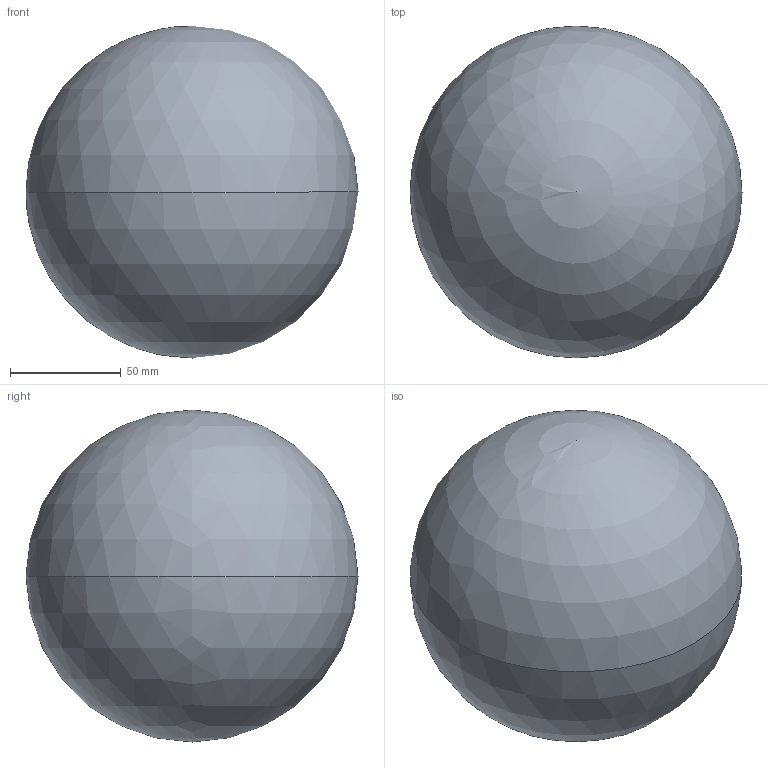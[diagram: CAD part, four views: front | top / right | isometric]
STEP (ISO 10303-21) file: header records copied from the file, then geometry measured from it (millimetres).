
FILE_DESCRIPTION (( 'STEP AP203' ), '1' );
FILE_NAME ('150-EHK.step', '2019-09-23T08:29:30', ( '' ), ( '' ), 'SwSTEP 2.0', 'SolidWorks 2015', '' );
FILE_SCHEMA (( 'CONFIG_CONTROL_DESIGN' ));
Length unit declared in the file: millimetre
Products named in the file (1): 150-EHK
Bounding box: 150 x 150 x 150 mm (x, y, z)
Volume: 170889.1 mm3; surface area: 136746.2 mm2
Topology: 1 solids, 2 shells, 195 faces, 536 edges, 358 vertices
Faces by surface type: plane 105, bspline 65, sphere 25
Entity records: 8945 total; most frequent: CARTESIAN_POINT 4193, ORIENTED_EDGE 1052, DIRECTION 876, EDGE_CURVE 526, AXIS2_PLACEMENT_3D 353, VERTEX_POINT 352, CIRCLE 222, EDGE_LOOP 212
